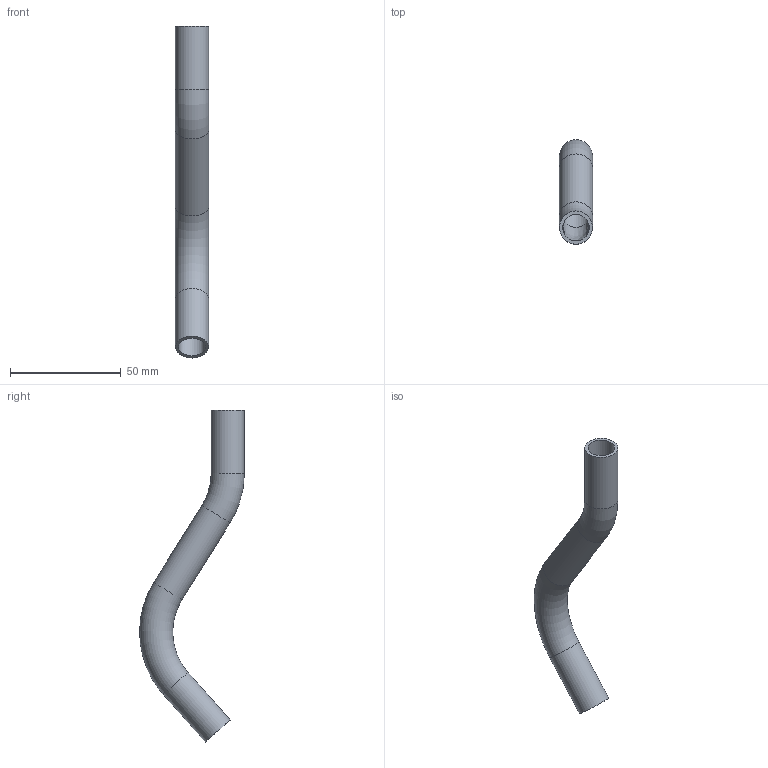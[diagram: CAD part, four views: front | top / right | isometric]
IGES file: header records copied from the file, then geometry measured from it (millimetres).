
Global section: file name: No Iges File Name specified; native system: Autodesk Inventor 2012; preprocessor: AutoDesk Inventor Iges Exporter R2012; author: amaurizio; date: 20160219.154150; units: millimetre
Bounding box: 15 x 47.36 x 150.02 mm (x, y, z)
Volume: 10347.1 mm3; surface area: 13923.4 mm2
Topology: 1 solids, 1 shells, 12 faces, 22 edges, 12 vertices
Faces by surface type: revolution 5, cylinder 3, torus 2, plane 2
Full cylindrical faces by diameter (mm): 15 x3
